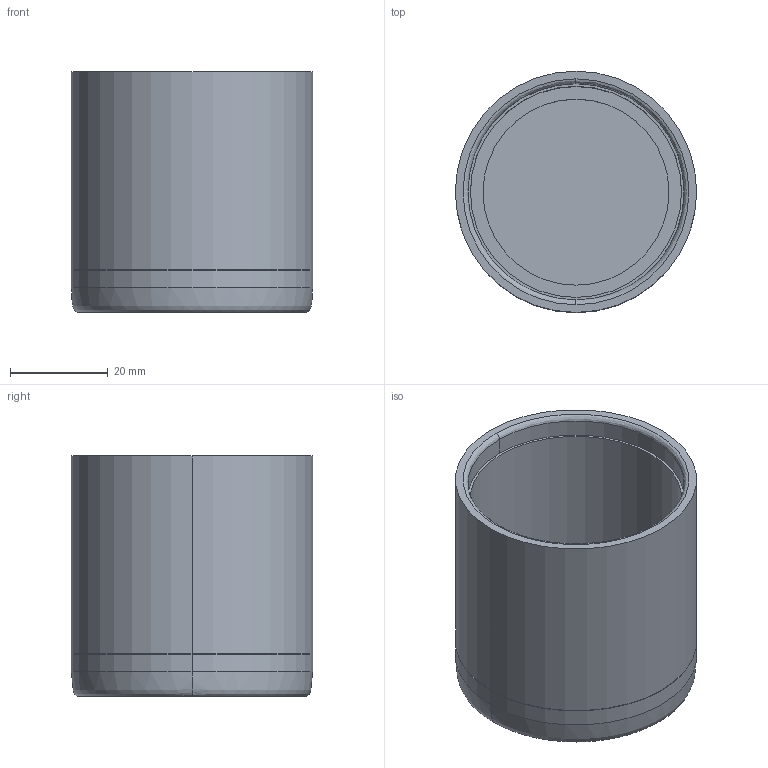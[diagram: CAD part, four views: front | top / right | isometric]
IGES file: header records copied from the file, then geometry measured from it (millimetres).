
Start section:  PTC IGES file: 146062.igs
Global section: file name: 146062.igs; native system: Pro/ENGINEER by Parametric Technology Corporation; preprocessor: 2006170; author: banengservice; organization: Unknown; date: 20090427.144449; units: inch
Bounding box: 49.3 x 49.3 x 49.04 mm (x, y, z)
Volume: 24456.3 mm3; surface area: 20949.7 mm2
Topology: 1 solids, 1 shells, 47 faces, 92 edges, 58 vertices
Faces by surface type: revolution 32, bspline 15
